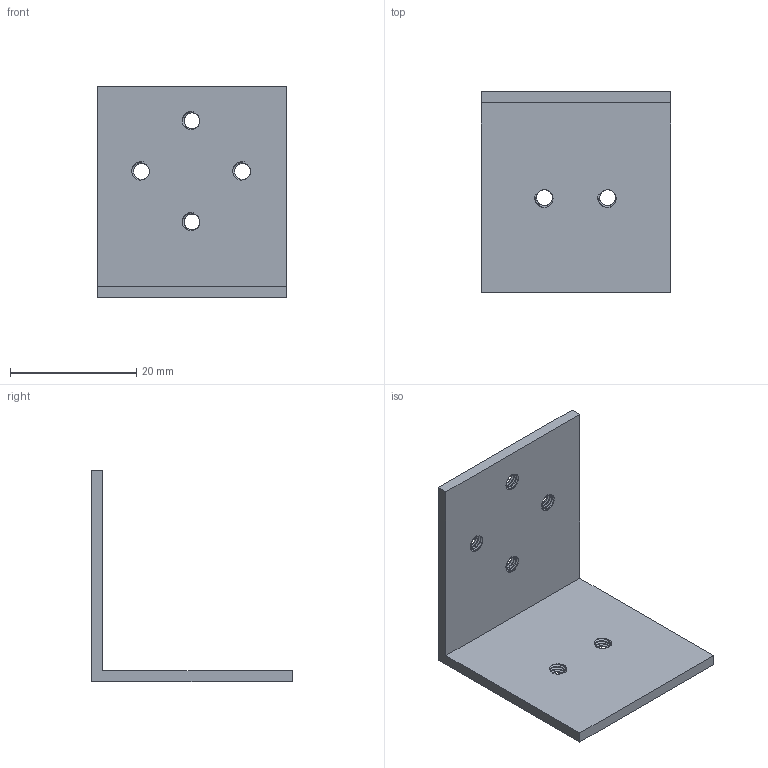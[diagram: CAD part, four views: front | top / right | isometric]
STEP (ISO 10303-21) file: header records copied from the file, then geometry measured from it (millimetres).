
FILE_DESCRIPTION(/* description */ (''),/* implementation_level */ '2;1');
FILE_NAME(/* name */ '',/* time_stamp */ '2024-07-16T16:25:07+08:00',/* author */ (''),/* organization */ (''),/* preprocessor_version */ 'ST-DEVELOPER v20',/* originating_system */ 'Autodesk Translation Framework v13.14.0.145',/* authorisation */ '');
FILE_SCHEMA (('AUTOMOTIVE_DESIGN { 1 0 10303 214 3 1 1 }'));
Length unit declared in the file: millimetre
Products named in the file (1): 小零件
Bounding box: 30 x 31.75 x 33.5 mm (x, y, z)
Volume: 3270.7 mm3; surface area: 4215.9 mm2
Topology: 1 solids, 1 shells, 74 faces, 216 edges, 144 vertices
Faces by surface type: cylinder 54, bspline 12, plane 8
Full cylindrical faces by diameter (mm): 2.529 x12, 3.086 x6
Entity records: 6837 total; most frequent: CARTESIAN_POINT 5091, ORIENTED_EDGE 432, DIRECTION 234, EDGE_CURVE 216, VERTEX_POINT 144, B_SPLINE_CURVE_WITH_KNOTS 132, AXIS2_PLACEMENT_3D 87, EDGE_LOOP 86
